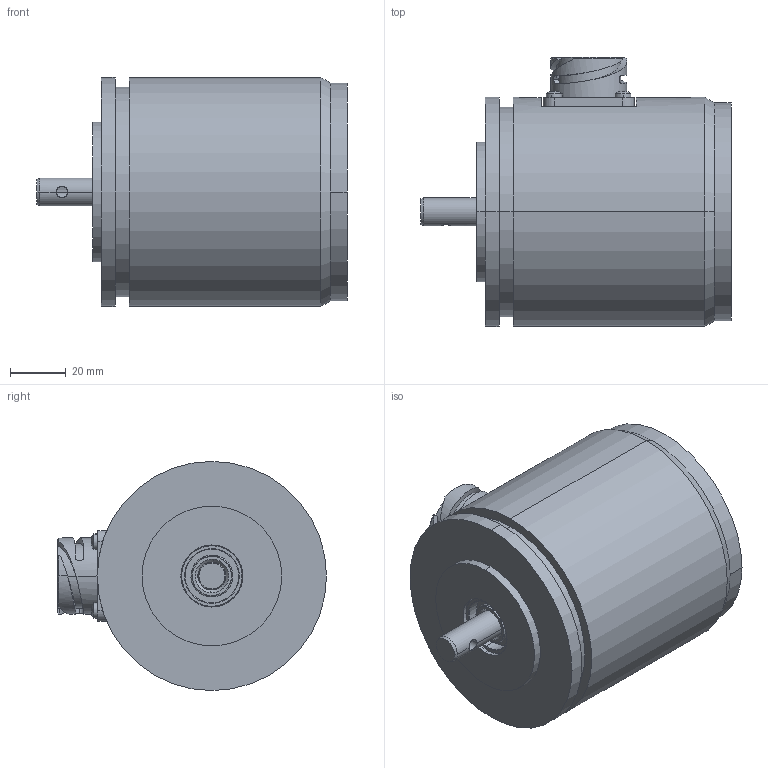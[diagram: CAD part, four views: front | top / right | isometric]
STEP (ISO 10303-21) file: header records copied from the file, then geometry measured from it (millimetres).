
FILE_DESCRIPTION (( 'STEP AP214' ), '1' );
FILE_NAME ('AWS-360-ZE10.STEP', '2012-09-21T08:00:50', ( 'dummy' ), ( '' ), 'SwSTEP 2.0', 'SolidWorks 2011', '' );
FILE_SCHEMA (( 'AUTOMOTIVE_DESIGN' ));
Length unit declared in the file: millimetre
Products named in the file (1): AWS-360-ZE10
Bounding box: 111.05 x 96.24 x 82 mm (x, y, z)
Surface area: 40987.3 mm2 (no closed solid volume)
Topology: 0 solids, 16 shells, 208 faces, 930 edges, 736 vertices
Faces by surface type: plane 79, cylinder 67, torus 28, cone 18, bspline 8, sphere 8
Entity records: 13099 total; most frequent: CARTESIAN_POINT 3294, DIRECTION 1577, ORIENTED_EDGE 1363, EDGE_CURVE 930, VERTEX_POINT 736, AXIS2_PLACEMENT_3D 537, LINE 503, VECTOR 503
